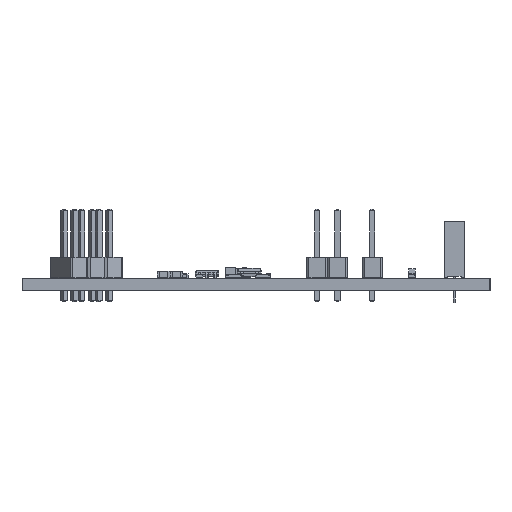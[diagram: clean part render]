
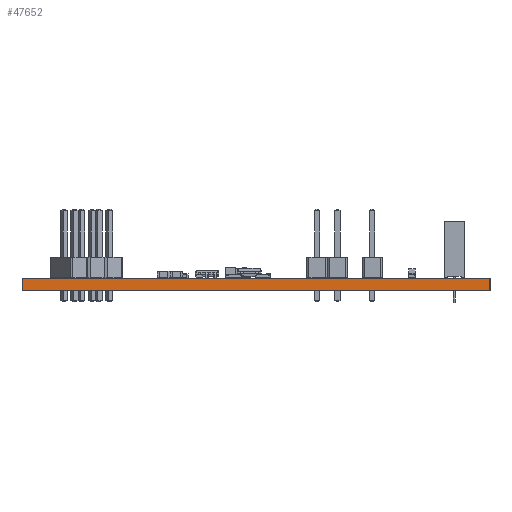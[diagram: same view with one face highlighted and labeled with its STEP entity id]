
A CAD part, left-side view. The second image highlights one B-rep face of the part: STEP entity #47652.
In plain terms, the highlighted planar face has unit normal (-1, 0, 0).
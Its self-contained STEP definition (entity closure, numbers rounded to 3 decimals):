
#47471 = PLANE('',#47472);
#47472 = AXIS2_PLACEMENT_3D('',#47473,#47474,#47475);
#47473 = CARTESIAN_POINT('',(149.1,-85.65,0.));
#47474 = DIRECTION('',(0.,-1.,0.));
#47475 = DIRECTION('',(-1.,0.,0.));
#47496 = VERTEX_POINT('',#47497);
#47497 = CARTESIAN_POINT('',(75.125,-85.65,1.58));
#47511 = PLANE('',#47512);
#47512 = AXIS2_PLACEMENT_3D('',#47513,#47514,#47515);
#47513 = CARTESIAN_POINT('',(112.112,-56.45,1.58));
#47514 = DIRECTION('',(-0.,-0.,-1.));
#47515 = DIRECTION('',(-1.,0.,0.));
#47523 = EDGE_CURVE('',#47524,#47496,#47526,.T.);
#47524 = VERTEX_POINT('',#47525);
#47525 = CARTESIAN_POINT('',(75.125,-85.65,0.));
#47526 = SURFACE_CURVE('',#47527,(#47531,#47538),.PCURVE_S1.);
#47527 = LINE('',#47528,#47529);
#47528 = CARTESIAN_POINT('',(75.125,-85.65,0.));
#47529 = VECTOR('',#47530,1.);
#47530 = DIRECTION('',(0.,0.,1.));
#47531 = PCURVE('',#47471,#47532);
#47532 = DEFINITIONAL_REPRESENTATION('',(#47533),#47537);
#47533 = LINE('',#47534,#47535);
#47534 = CARTESIAN_POINT('',(73.975,0.));
#47535 = VECTOR('',#47536,1.);
#47536 = DIRECTION('',(0.,-1.));
#47537 = ( GEOMETRIC_REPRESENTATION_CONTEXT(2) 
PARAMETRIC_REPRESENTATION_CONTEXT() REPRESENTATION_CONTEXT('2D SPACE',''
  ) );
#47538 = PCURVE('',#47539,#47544);
#47539 = PLANE('',#47540);
#47540 = AXIS2_PLACEMENT_3D('',#47541,#47542,#47543);
#47541 = CARTESIAN_POINT('',(75.125,-85.65,0.));
#47542 = DIRECTION('',(-1.,0.,0.));
#47543 = DIRECTION('',(0.,1.,0.));
#47544 = DEFINITIONAL_REPRESENTATION('',(#47545),#47549);
#47545 = LINE('',#47546,#47547);
#47546 = CARTESIAN_POINT('',(0.,0.));
#47547 = VECTOR('',#47548,1.);
#47548 = DIRECTION('',(0.,-1.));
#47549 = ( GEOMETRIC_REPRESENTATION_CONTEXT(2) 
PARAMETRIC_REPRESENTATION_CONTEXT() REPRESENTATION_CONTEXT('2D SPACE',''
  ) );
#47565 = PLANE('',#47566);
#47566 = AXIS2_PLACEMENT_3D('',#47567,#47568,#47569);
#47567 = CARTESIAN_POINT('',(112.112,-56.45,0.));
#47568 = DIRECTION('',(-0.,-0.,-1.));
#47569 = DIRECTION('',(-1.,0.,0.));
#47598 = PLANE('',#47599);
#47599 = AXIS2_PLACEMENT_3D('',#47600,#47601,#47602);
#47600 = CARTESIAN_POINT('',(75.125,-27.25,0.));
#47601 = DIRECTION('',(0.,1.,0.));
#47602 = DIRECTION('',(1.,0.,0.));
#47652 = ADVANCED_FACE('',(#47653),#47539,.T.);
#47653 = FACE_BOUND('',#47654,.T.);
#47654 = EDGE_LOOP('',(#47655,#47656,#47679,#47702));
#47655 = ORIENTED_EDGE('',*,*,#47523,.T.);
#47656 = ORIENTED_EDGE('',*,*,#47657,.T.);
#47657 = EDGE_CURVE('',#47496,#47658,#47660,.T.);
#47658 = VERTEX_POINT('',#47659);
#47659 = CARTESIAN_POINT('',(75.125,-27.25,1.58));
#47660 = SURFACE_CURVE('',#47661,(#47665,#47672),.PCURVE_S1.);
#47661 = LINE('',#47662,#47663);
#47662 = CARTESIAN_POINT('',(75.125,-85.65,1.58));
#47663 = VECTOR('',#47664,1.);
#47664 = DIRECTION('',(0.,1.,0.));
#47665 = PCURVE('',#47539,#47666);
#47666 = DEFINITIONAL_REPRESENTATION('',(#47667),#47671);
#47667 = LINE('',#47668,#47669);
#47668 = CARTESIAN_POINT('',(0.,-1.58));
#47669 = VECTOR('',#47670,1.);
#47670 = DIRECTION('',(1.,0.));
#47671 = ( GEOMETRIC_REPRESENTATION_CONTEXT(2) 
PARAMETRIC_REPRESENTATION_CONTEXT() REPRESENTATION_CONTEXT('2D SPACE',''
  ) );
#47672 = PCURVE('',#47511,#47673);
#47673 = DEFINITIONAL_REPRESENTATION('',(#47674),#47678);
#47674 = LINE('',#47675,#47676);
#47675 = CARTESIAN_POINT('',(36.988,-29.2));
#47676 = VECTOR('',#47677,1.);
#47677 = DIRECTION('',(0.,1.));
#47678 = ( GEOMETRIC_REPRESENTATION_CONTEXT(2) 
PARAMETRIC_REPRESENTATION_CONTEXT() REPRESENTATION_CONTEXT('2D SPACE',''
  ) );
#47679 = ORIENTED_EDGE('',*,*,#47680,.F.);
#47680 = EDGE_CURVE('',#47681,#47658,#47683,.T.);
#47681 = VERTEX_POINT('',#47682);
#47682 = CARTESIAN_POINT('',(75.125,-27.25,0.));
#47683 = SURFACE_CURVE('',#47684,(#47688,#47695),.PCURVE_S1.);
#47684 = LINE('',#47685,#47686);
#47685 = CARTESIAN_POINT('',(75.125,-27.25,0.));
#47686 = VECTOR('',#47687,1.);
#47687 = DIRECTION('',(0.,0.,1.));
#47688 = PCURVE('',#47539,#47689);
#47689 = DEFINITIONAL_REPRESENTATION('',(#47690),#47694);
#47690 = LINE('',#47691,#47692);
#47691 = CARTESIAN_POINT('',(58.4,0.));
#47692 = VECTOR('',#47693,1.);
#47693 = DIRECTION('',(0.,-1.));
#47694 = ( GEOMETRIC_REPRESENTATION_CONTEXT(2) 
PARAMETRIC_REPRESENTATION_CONTEXT() REPRESENTATION_CONTEXT('2D SPACE',''
  ) );
#47695 = PCURVE('',#47598,#47696);
#47696 = DEFINITIONAL_REPRESENTATION('',(#47697),#47701);
#47697 = LINE('',#47698,#47699);
#47698 = CARTESIAN_POINT('',(0.,0.));
#47699 = VECTOR('',#47700,1.);
#47700 = DIRECTION('',(0.,-1.));
#47701 = ( GEOMETRIC_REPRESENTATION_CONTEXT(2) 
PARAMETRIC_REPRESENTATION_CONTEXT() REPRESENTATION_CONTEXT('2D SPACE',''
  ) );
#47702 = ORIENTED_EDGE('',*,*,#47703,.F.);
#47703 = EDGE_CURVE('',#47524,#47681,#47704,.T.);
#47704 = SURFACE_CURVE('',#47705,(#47709,#47716),.PCURVE_S1.);
#47705 = LINE('',#47706,#47707);
#47706 = CARTESIAN_POINT('',(75.125,-85.65,0.));
#47707 = VECTOR('',#47708,1.);
#47708 = DIRECTION('',(0.,1.,0.));
#47709 = PCURVE('',#47539,#47710);
#47710 = DEFINITIONAL_REPRESENTATION('',(#47711),#47715);
#47711 = LINE('',#47712,#47713);
#47712 = CARTESIAN_POINT('',(0.,0.));
#47713 = VECTOR('',#47714,1.);
#47714 = DIRECTION('',(1.,0.));
#47715 = ( GEOMETRIC_REPRESENTATION_CONTEXT(2) 
PARAMETRIC_REPRESENTATION_CONTEXT() REPRESENTATION_CONTEXT('2D SPACE',''
  ) );
#47716 = PCURVE('',#47565,#47717);
#47717 = DEFINITIONAL_REPRESENTATION('',(#47718),#47722);
#47718 = LINE('',#47719,#47720);
#47719 = CARTESIAN_POINT('',(36.988,-29.2));
#47720 = VECTOR('',#47721,1.);
#47721 = DIRECTION('',(0.,1.));
#47722 = ( GEOMETRIC_REPRESENTATION_CONTEXT(2) 
PARAMETRIC_REPRESENTATION_CONTEXT() REPRESENTATION_CONTEXT('2D SPACE',''
  ) );
